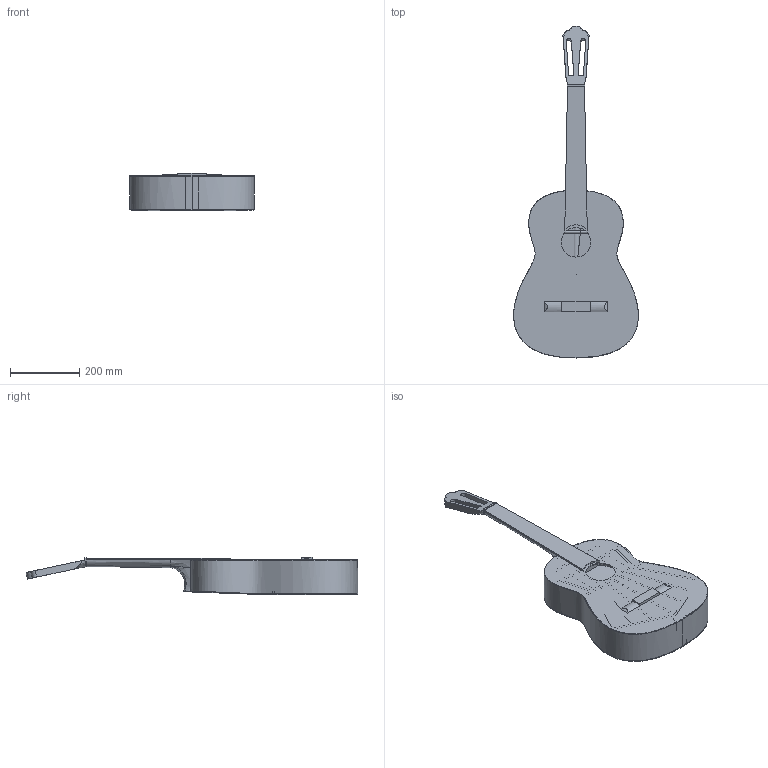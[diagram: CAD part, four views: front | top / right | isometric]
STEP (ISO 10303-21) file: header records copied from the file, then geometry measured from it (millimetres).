
FILE_DESCRIPTION(/* description */ (''),/* implementation_level */ '2;1');
FILE_NAME(/* name */ 'NEW620.step',/* time_stamp */ '2024-03-02T13:23:45+01:00',/* author */ (''),/* organization */ (''),/* preprocessor_version */ 'ST-DEVELOPER v20',/* originating_system */ 'Autodesk Translation Framework v12.20.1.177',/* authorisation */ '');
FILE_SCHEMA (('AUTOMOTIVE_DESIGN { 1 0 10303 214 3 1 1 }'));
Length unit declared in the file: millimetre
Products named in the file (6): NEW620; complete+body; Torres598; Componente1; Componente2; Componente3
Assembly tree (5 placements, depth 3):
  NEW620
    complete+body
    Torres598
      Componente1
      Componente2
      Componente3
Bounding box: 359.11 x 956.54 x 108.26 mm (x, y, z)
Volume: 1857801.6 mm3; surface area: 1112568.7 mm2
Topology: 34 solids, 34 shells, 270 faces, 606 edges, 402 vertices
Faces by surface type: plane 162, bspline 64, cylinder 27, sphere 13, torus 4
Full cylindrical faces by diameter (mm): 85.016 x1
Entity records: 12329 total; most frequent: CARTESIAN_POINT 6706, ORIENTED_EDGE 1212, DIRECTION 900, EDGE_CURVE 606, VERTEX_POINT 402, LINE 310, VECTOR 310, AXIS2_PLACEMENT_3D 295
